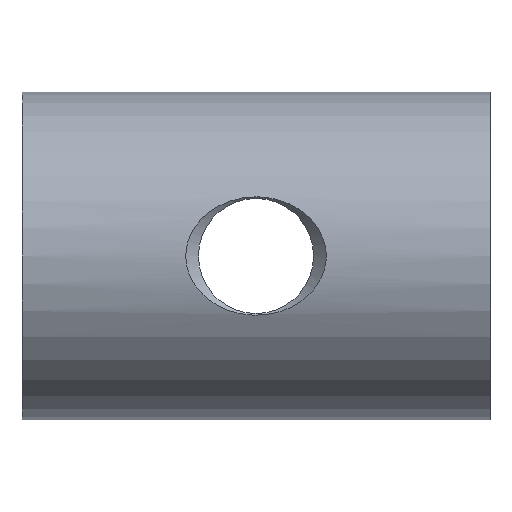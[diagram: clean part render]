
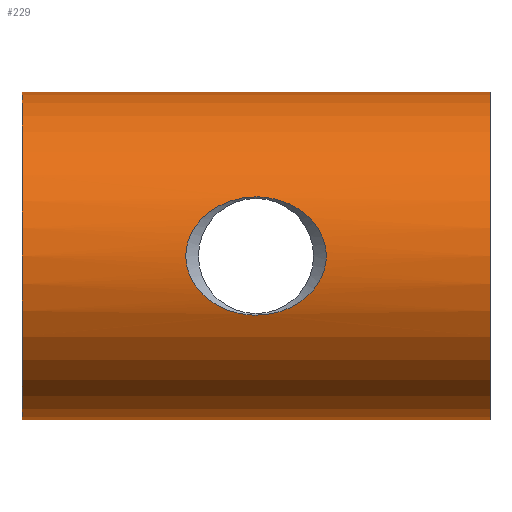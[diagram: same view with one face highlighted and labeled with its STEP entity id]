
A CAD part, front view. The second image highlights one B-rep face of the part: STEP entity #229.
In plain terms, the highlighted cylindrical face has radius 7 mm (diameter 14 mm), a partial arc.
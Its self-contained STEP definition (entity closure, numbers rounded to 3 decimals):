
#8 = CYLINDRICAL_SURFACE ( 'NONE', #180, 7. ) ;
#11 = CARTESIAN_POINT ( 'NONE',  ( -0.366, -6.333, 2.513 ) ) ;
#16 = DIRECTION ( 'NONE',  ( 0., 0., -1. ) ) ;
#17 = CARTESIAN_POINT ( 'NONE',  ( -1.244, -6.411, 2.302 ) ) ;
#19 = EDGE_CURVE ( 'NONE', #152, #204, #231, .T. ) ;
#30 = CARTESIAN_POINT ( 'NONE',  ( 2.166, -6.579, -1.749 ) ) ;
#31 = CARTESIAN_POINT ( 'NONE',  ( 0.364, -6.333, 2.514 ) ) ;
#38 = CARTESIAN_POINT ( 'NONE',  ( 10., 0., -6.997 ) ) ;
#42 = CARTESIAN_POINT ( 'NONE',  ( 0., -6.328, 2.528 ) ) ;
#46 = EDGE_CURVE ( 'NONE', #204, #152, #419, .T. ) ;
#49 = CARTESIAN_POINT ( 'NONE',  ( -2.299, -6.61, 1.626 ) ) ;
#52 = CARTESIAN_POINT ( 'NONE',  ( -2.166, -6.579, 1.75 ) ) ;
#53 = CARTESIAN_POINT ( 'NONE',  ( 10., 0.2, 0. ) ) ;
#56 = CARTESIAN_POINT ( 'NONE',  ( -2.884, -6.766, -0.715 ) ) ;
#65 = CARTESIAN_POINT ( 'NONE',  ( 0.9, -6.371, 2.415 ) ) ;
#66 = CARTESIAN_POINT ( 'NONE',  ( 0.367, -6.328, -2.528 ) ) ;
#69 = CARTESIAN_POINT ( 'NONE',  ( 1.885, -6.519, 1.967 ) ) ;
#75 = CARTESIAN_POINT ( 'NONE',  ( 2.976, -6.793, -0.368 ) ) ;
#80 = AXIS2_PLACEMENT_3D ( 'NONE', #320, #347, #461 ) ;
#81 = CARTESIAN_POINT ( 'NONE',  ( 10., 0.2, 0. ) ) ;
#84 = ORIENTED_EDGE ( 'NONE', *, *, #426, .T. ) ;
#89 = AXIS2_PLACEMENT_3D ( 'NONE', #53, #136, #16 ) ;
#92 = CARTESIAN_POINT ( 'NONE',  ( -0.724, -6.355, 2.457 ) ) ;
#95 = CARTESIAN_POINT ( 'NONE',  ( -1.418, -6.431, -2.246 ) ) ;
#96 = VECTOR ( 'NONE', #174, 1000. ) ;
#101 = CARTESIAN_POINT ( 'NONE',  ( -0.367, -6.328, -2.528 ) ) ;
#102 = LINE ( 'NONE', #253, #96 ) ;
#107 = CARTESIAN_POINT ( 'NONE',  ( 2.881, -6.765, -0.723 ) ) ;
#120 = CARTESIAN_POINT ( 'NONE',  ( -2.814, -6.745, 0.888 ) ) ;
#123 = CARTESIAN_POINT ( 'NONE',  ( 10., 0., 6.997 ) ) ;
#125 = CARTESIAN_POINT ( 'NONE',  ( -3., -6.8, -0.179 ) ) ;
#130 = ORIENTED_EDGE ( 'NONE', *, *, #46, .F. ) ;
#136 = DIRECTION ( 'NONE',  ( 1., 0., 0. ) ) ;
#141 = CARTESIAN_POINT ( 'NONE',  ( 0.722, -6.355, 2.457 ) ) ;
#143 = CARTESIAN_POINT ( 'NONE',  ( 2.816, -6.746, 0.884 ) ) ;
#144 = CARTESIAN_POINT ( 'NONE',  ( 3., -6.8, -0.187 ) ) ;
#152 = VERTEX_POINT ( 'NONE', #42 ) ;
#162 = CARTESIAN_POINT ( 'NONE',  ( -2.975, -6.793, 0.368 ) ) ;
#166 = CARTESIAN_POINT ( 'NONE',  ( -2.31, -6.61, -1.638 ) ) ;
#167 = CIRCLE ( 'NONE', #80, 7. ) ;
#171 = EDGE_CURVE ( 'NONE', #208, #398, #342, .T. ) ;
#174 = DIRECTION ( 'NONE',  ( -1., 0., 0. ) ) ;
#180 = AXIS2_PLACEMENT_3D ( 'NONE', #81, #445, #305 ) ;
#190 = DIRECTION ( 'NONE',  ( -1., 0., 0. ) ) ;
#195 = CARTESIAN_POINT ( 'NONE',  ( -2.535, -6.669, 1.356 ) ) ;
#199 = CARTESIAN_POINT ( 'NONE',  ( -2.882, -6.765, 0.721 ) ) ;
#204 = VERTEX_POINT ( 'NONE', #368 ) ;
#207 = CARTESIAN_POINT ( 'NONE',  ( -10., 0., -6.997 ) ) ;
#208 = VERTEX_POINT ( 'NONE', #38 ) ;
#209 = CARTESIAN_POINT ( 'NONE',  ( -0.899, -6.371, 2.415 ) ) ;
#212 = CARTESIAN_POINT ( 'NONE',  ( -10., 0., 6.997 ) ) ;
#218 = CARTESIAN_POINT ( 'NONE',  ( 2.813, -6.745, -0.89 ) ) ;
#219 = CARTESIAN_POINT ( 'NONE',  ( -0.725, -6.35, -2.472 ) ) ;
#223 = CARTESIAN_POINT ( 'NONE',  ( 0., -6.328, -2.528 ) ) ;
#229 = ADVANCED_FACE ( 'CYL_0', ( #331, #402 ), #8, .T. ) ;
#231 = B_SPLINE_CURVE_WITH_KNOTS ( 'NONE', 3,
 ( #307, #276, #11, #92, #209, #17, #304, #403, #407, #52, #49, #195, #349, #120, #199, #162, #448, #125, #380, #56, #311, #451, #166, #442, #95, #219, #101, #223 ),
 .UNSPECIFIED., .F., .F.,
 ( 4, 2, 2, 2, 2, 2, 2, 2, 2, 2, 2, 2, 2, 4 ),
 ( 0.011, 0.011, 0.012, 0.012, 0.013, 0.014, 0.014, 0.015, 0.015, 0.016, 0.016, 0.017, 0.018, 0.02 ),
 .UNSPECIFIED. ) ;
#238 = VERTEX_POINT ( 'NONE', #123 ) ;
#247 = ORIENTED_EDGE ( 'NONE', *, *, #19, .F. ) ;
#250 = CARTESIAN_POINT ( 'NONE',  ( 1.736, -6.487, -2.082 ) ) ;
#253 = CARTESIAN_POINT ( 'NONE',  ( 10., 0., 6.997 ) ) ;
#254 = CARTESIAN_POINT ( 'NONE',  ( 2.556, -6.674, 1.361 ) ) ;
#275 = VECTOR ( 'NONE', #190, 1000. ) ;
#276 = CARTESIAN_POINT ( 'NONE',  ( -0.183, -6.328, 2.528 ) ) ;
#282 = CARTESIAN_POINT ( 'NONE',  ( 2.977, -6.793, 0.361 ) ) ;
#291 = CARTESIAN_POINT ( 'NONE',  ( 0., -6.328, -2.528 ) ) ;
#293 = CARTESIAN_POINT ( 'NONE',  ( 1.246, -6.411, 2.302 ) ) ;
#300 = ORIENTED_EDGE ( 'NONE', *, *, #359, .F. ) ;
#304 = CARTESIAN_POINT ( 'NONE',  ( -1.413, -6.435, 2.232 ) ) ;
#305 = DIRECTION ( 'NONE',  ( 0., 0., 1. ) ) ;
#307 = CARTESIAN_POINT ( 'NONE',  ( 0., -6.328, 2.528 ) ) ;
#311 = CARTESIAN_POINT ( 'NONE',  ( -2.815, -6.746, -0.885 ) ) ;
#318 = CARTESIAN_POINT ( 'NONE',  ( 3., -6.8, 0.176 ) ) ;
#320 = CARTESIAN_POINT ( 'NONE',  ( -10., 0.2, 0. ) ) ;
#323 = CARTESIAN_POINT ( 'NONE',  ( 2.533, -6.669, -1.357 ) ) ;
#328 = CARTESIAN_POINT ( 'NONE',  ( 2.298, -6.61, -1.627 ) ) ;
#331 = FACE_OUTER_BOUND ( 'NONE', #421, .T. ) ;
#342 = LINE ( 'NONE', #367, #275 ) ;
#343 = VERTEX_POINT ( 'NONE', #212 ) ;
#346 = EDGE_LOOP ( 'NONE', ( #130, #247 ) ) ;
#347 = DIRECTION ( 'NONE',  ( 1., 0., 0. ) ) ;
#349 = CARTESIAN_POINT ( 'NONE',  ( -2.639, -6.697, 1.207 ) ) ;
#359 = EDGE_CURVE ( 'NONE', #238, #208, #430, .T. ) ;
#366 = ORIENTED_EDGE ( 'NONE', *, *, #171, .F. ) ;
#367 = CARTESIAN_POINT ( 'NONE',  ( 10., 0., -6.997 ) ) ;
#368 = CARTESIAN_POINT ( 'NONE',  ( 0., -6.328, -2.528 ) ) ;
#380 = CARTESIAN_POINT ( 'NONE',  ( -2.976, -6.793, -0.363 ) ) ;
#383 = EDGE_CURVE ( 'NONE', #343, #398, #167, .T. ) ;
#387 = CARTESIAN_POINT ( 'NONE',  ( 2.312, -6.61, 1.636 ) ) ;
#392 = CARTESIAN_POINT ( 'NONE',  ( 0.724, -6.35, -2.472 ) ) ;
#394 = CARTESIAN_POINT ( 'NONE',  ( 1.412, -6.435, 2.232 ) ) ;
#398 = VERTEX_POINT ( 'NONE', #207 ) ;
#402 = FACE_BOUND ( 'NONE', #346, .T. ) ;
#403 = CARTESIAN_POINT ( 'NONE',  ( -1.73, -6.489, 2.066 ) ) ;
#406 = ORIENTED_EDGE ( 'NONE', *, *, #383, .T. ) ;
#407 = CARTESIAN_POINT ( 'NONE',  ( -1.881, -6.518, 1.97 ) ) ;
#419 = B_SPLINE_CURVE_WITH_KNOTS ( 'NONE', 3,
 ( #291, #66, #392, #431, #250, #30, #328, #323, #434, #218, #107, #75, #144, #318, #282, #463, #143, #254, #387, #69, #459, #394, #293, #65, #141, #31, #437, #429 ),
 .UNSPECIFIED., .F., .F.,
 ( 4, 2, 2, 2, 2, 2, 2, 2, 2, 2, 2, 2, 2, 4 ),
 ( 0.002, 0.003, 0.004, 0.005, 0.005, 0.006, 0.006, 0.007, 0.008, 0.009, 0.009, 0.01, 0.01, 0.011 ),
 .UNSPECIFIED. ) ;
#421 = EDGE_LOOP ( 'NONE', ( #406, #366, #300, #84 ) ) ;
#426 = EDGE_CURVE ( 'NONE', #238, #343, #102, .T. ) ;
#429 = CARTESIAN_POINT ( 'NONE',  ( 0., -6.328, 2.528 ) ) ;
#430 = CIRCLE ( 'NONE', #89, 7. ) ;
#431 = CARTESIAN_POINT ( 'NONE',  ( 1.418, -6.431, -2.246 ) ) ;
#434 = CARTESIAN_POINT ( 'NONE',  ( 2.639, -6.697, -1.208 ) ) ;
#437 = CARTESIAN_POINT ( 'NONE',  ( 0.183, -6.328, 2.528 ) ) ;
#442 = CARTESIAN_POINT ( 'NONE',  ( -1.736, -6.487, -2.082 ) ) ;
#445 = DIRECTION ( 'NONE',  ( -1., 0., 0. ) ) ;
#448 = CARTESIAN_POINT ( 'NONE',  ( -3., -6.8, 0.185 ) ) ;
#451 = CARTESIAN_POINT ( 'NONE',  ( -2.554, -6.673, -1.364 ) ) ;
#459 = CARTESIAN_POINT ( 'NONE',  ( 1.731, -6.489, 2.065 ) ) ;
#461 = DIRECTION ( 'NONE',  ( 0., 0., -1. ) ) ;
#463 = CARTESIAN_POINT ( 'NONE',  ( 2.885, -6.766, 0.712 ) ) ;
